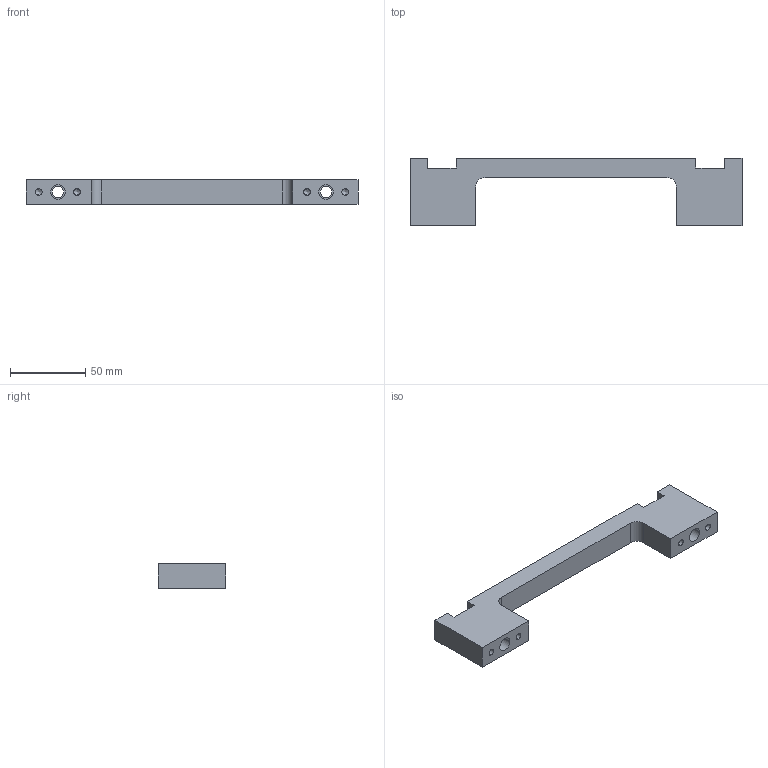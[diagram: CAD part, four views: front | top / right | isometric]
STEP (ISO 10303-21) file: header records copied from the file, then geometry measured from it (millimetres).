
FILE_DESCRIPTION (( 'STEP AP214' ), '1' );
FILE_NAME ('1014293-4.stp', '2020-09-07T17:18:30', ( '' ), ( '' ), 'SwSTEP 2.0', 'SolidWorks 2019', '' );
FILE_SCHEMA (( 'AUTOMOTIVE_DESIGN' ));
Length unit declared in the file: inch
Products named in the file (1): 1014293-4
Bounding box: 220.22 x 44.45 x 16 mm (x, y, z)
Volume: 81010.1 mm3; surface area: 22529 mm2
Topology: 1 solids, 1 shells, 46 faces, 118 edges, 72 vertices
Faces by surface type: plane 20, cylinder 18, cone 8
Entity records: 1386 total; most frequent: DIRECTION 240, CARTESIAN_POINT 229, ORIENTED_EDGE 220, EDGE_CURVE 110, AXIS2_PLACEMENT_3D 83, VECTOR 74, LINE 74, VERTEX_POINT 72
